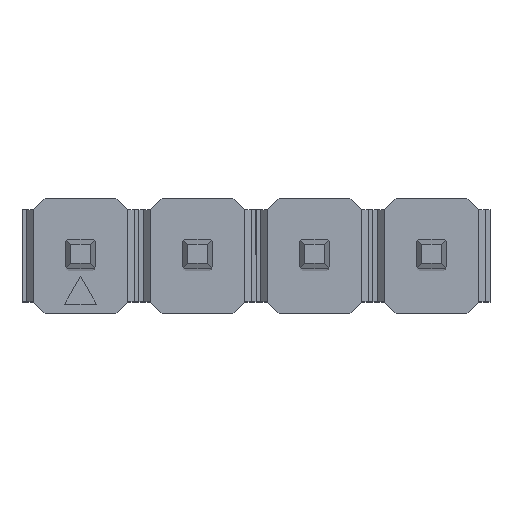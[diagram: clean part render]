
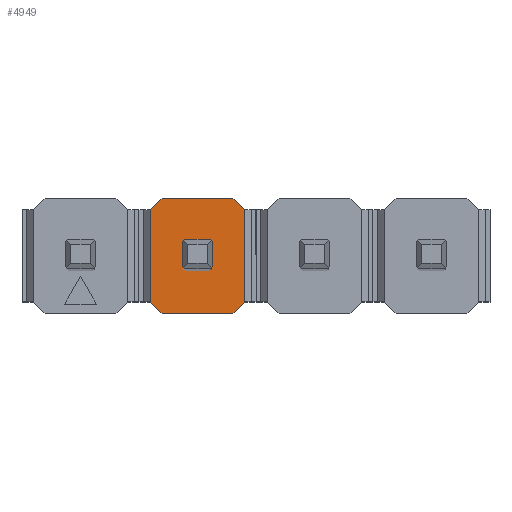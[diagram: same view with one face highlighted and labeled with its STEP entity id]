
A CAD part, top view. The second image highlights one B-rep face of the part: STEP entity #4949.
In plain terms, the highlighted planar face has unit normal (0, 0, 1).
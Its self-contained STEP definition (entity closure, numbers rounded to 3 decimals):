
#116 = CARTESIAN_POINT ( 'NONE',  ( 1.77, 1.25, 2.5 ) ) ;
#335 = VERTEX_POINT ( 'NONE', #1948 ) ;
#343 = CARTESIAN_POINT ( 'NONE',  ( 3.31, -1.25, 2.5 ) ) ;
#603 = CARTESIAN_POINT ( 'NONE',  ( 3.56, 0., 2.5 ) ) ;
#613 = DIRECTION ( 'NONE',  ( 0., 0., 1. ) ) ;
#756 = LINE ( 'NONE', #2706, #8280 ) ;
#774 = CARTESIAN_POINT ( 'NONE',  ( 1.52, 0., 2.5 ) ) ;
#985 = DIRECTION ( 'NONE',  ( 0.707, -0.707, 0. ) ) ;
#1098 = CARTESIAN_POINT ( 'NONE',  ( 3.56, 1., 2.5 ) ) ;
#1177 = VECTOR ( 'NONE', #4135, 1000. ) ;
#1188 = DIRECTION ( 'NONE',  ( 0., -1., 0. ) ) ;
#1242 = FACE_OUTER_BOUND ( 'NONE', #3574, .T. ) ;
#1288 = LINE ( 'NONE', #6321, #4924 ) ;
#1367 = EDGE_CURVE ( 'NONE', #7431, #4199, #2180, .T. ) ;
#1402 = LINE ( 'NONE', #774, #7582 ) ;
#1572 = CARTESIAN_POINT ( 'NONE',  ( 1.77, 1.25, 2.5 ) ) ;
#1863 = LINE ( 'NONE', #603, #8028 ) ;
#1948 = CARTESIAN_POINT ( 'NONE',  ( 1.52, 1., 2.5 ) ) ;
#2006 = EDGE_CURVE ( 'NONE', #4199, #335, #1288, .T. ) ;
#2019 = DIRECTION ( 'NONE',  ( -1., 0., 0. ) ) ;
#2180 = LINE ( 'NONE', #116, #2660 ) ;
#2213 = EDGE_CURVE ( 'NONE', #7870, #3183, #7303, .T. ) ;
#2307 = ORIENTED_EDGE ( 'NONE', *, *, #2006, .T. ) ;
#2585 = EDGE_CURVE ( 'NONE', #8105, #335, #1402, .T. ) ;
#2660 = VECTOR ( 'NONE', #2019, 1000. ) ;
#2706 = CARTESIAN_POINT ( 'NONE',  ( 3.56, 1., 2.5 ) ) ;
#3019 = CARTESIAN_POINT ( 'NONE',  ( 3.56, -1., 2.5 ) ) ;
#3053 = VERTEX_POINT ( 'NONE', #1098 ) ;
#3079 = CARTESIAN_POINT ( 'NONE',  ( 1.52, -1., 2.5 ) ) ;
#3167 = CARTESIAN_POINT ( 'NONE',  ( 3.56, -1., 2.5 ) ) ;
#3183 = VERTEX_POINT ( 'NONE', #3167 ) ;
#3246 = EDGE_CURVE ( 'NONE', #3053, #7431, #756, .T. ) ;
#3283 = ORIENTED_EDGE ( 'NONE', *, *, #5060, .T. ) ;
#3339 = DIRECTION ( 'NONE',  ( 0., 1., 0. ) ) ;
#3365 = CARTESIAN_POINT ( 'NONE',  ( 1.77, -1.25, 2.5 ) ) ;
#3467 = LINE ( 'NONE', #6015, #3625 ) ;
#3574 = EDGE_LOOP ( 'NONE', ( #7479, #6555, #3959, #2307, #5184, #6572, #3283, #4779 ) ) ;
#3625 = VECTOR ( 'NONE', #985, 1000. ) ;
#3647 = EDGE_CURVE ( 'NONE', #8105, #7237, #3467, .T. ) ;
#3890 = DIRECTION ( 'NONE',  ( -0.707, -0.707, 0. ) ) ;
#3959 = ORIENTED_EDGE ( 'NONE', *, *, #1367, .T. ) ;
#4001 = LINE ( 'NONE', #6550, #6694 ) ;
#4021 = AXIS2_PLACEMENT_3D ( 'NONE', #8220, #613, #7594 ) ;
#4135 = DIRECTION ( 'NONE',  ( 0.707, 0.707, 0. ) ) ;
#4199 = VERTEX_POINT ( 'NONE', #1572 ) ;
#4779 = ORIENTED_EDGE ( 'NONE', *, *, #2213, .T. ) ;
#4924 = VECTOR ( 'NONE', #3890, 1000. ) ;
#4949 = ADVANCED_FACE ( 'NONE', ( #1242 ), #6271, .T. ) ;
#5044 = CARTESIAN_POINT ( 'NONE',  ( 3.31, 1.25, 2.5 ) ) ;
#5060 = EDGE_CURVE ( 'NONE', #7237, #7870, #4001, .T. ) ;
#5169 = EDGE_CURVE ( 'NONE', #3053, #3183, #1863, .T. ) ;
#5184 = ORIENTED_EDGE ( 'NONE', *, *, #2585, .F. ) ;
#5253 = DIRECTION ( 'NONE',  ( -0.707, 0.707, 0. ) ) ;
#6015 = CARTESIAN_POINT ( 'NONE',  ( 1.52, -1., 2.5 ) ) ;
#6271 = PLANE ( 'NONE',  #4021 ) ;
#6321 = CARTESIAN_POINT ( 'NONE',  ( 1.52, 1., 2.5 ) ) ;
#6550 = CARTESIAN_POINT ( 'NONE',  ( 1.77, -1.25, 2.5 ) ) ;
#6555 = ORIENTED_EDGE ( 'NONE', *, *, #3246, .T. ) ;
#6572 = ORIENTED_EDGE ( 'NONE', *, *, #3647, .T. ) ;
#6694 = VECTOR ( 'NONE', #7842, 1000. ) ;
#7237 = VERTEX_POINT ( 'NONE', #3365 ) ;
#7303 = LINE ( 'NONE', #3019, #1177 ) ;
#7431 = VERTEX_POINT ( 'NONE', #5044 ) ;
#7479 = ORIENTED_EDGE ( 'NONE', *, *, #5169, .F. ) ;
#7582 = VECTOR ( 'NONE', #3339, 1000. ) ;
#7594 = DIRECTION ( 'NONE',  ( 1., 0., 0. ) ) ;
#7842 = DIRECTION ( 'NONE',  ( 1., 0., 0. ) ) ;
#7870 = VERTEX_POINT ( 'NONE', #343 ) ;
#8028 = VECTOR ( 'NONE', #1188, 1000. ) ;
#8105 = VERTEX_POINT ( 'NONE', #3079 ) ;
#8220 = CARTESIAN_POINT ( 'NONE',  ( 2.54, 0., 2.5 ) ) ;
#8280 = VECTOR ( 'NONE', #5253, 1000. ) ;
